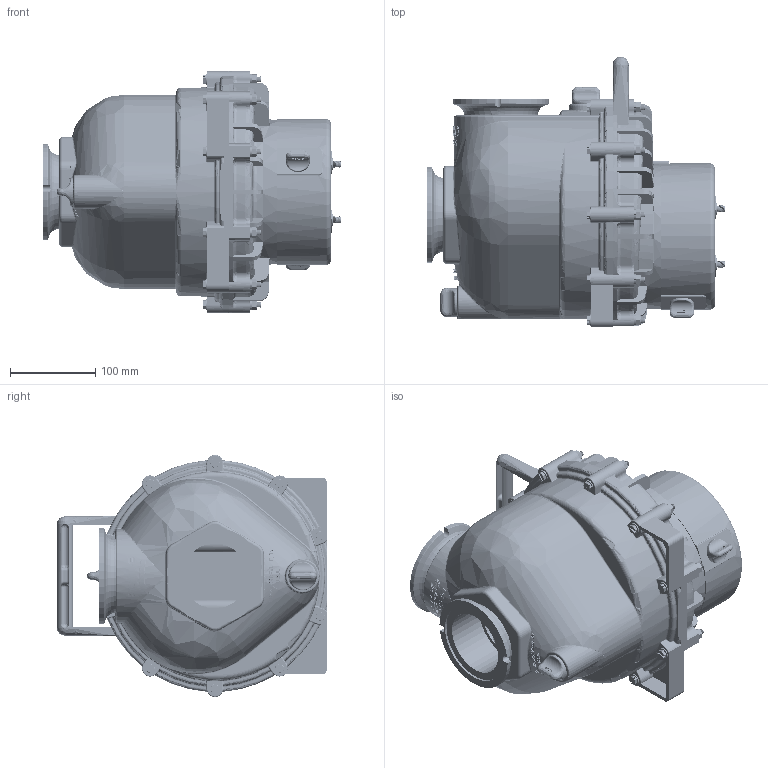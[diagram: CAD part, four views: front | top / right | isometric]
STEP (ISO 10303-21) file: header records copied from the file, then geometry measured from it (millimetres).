
FILE_DESCRIPTION(/* description */ ('3" POLY WET SEAL PUMP, 3/4" SHAFT, MANIFOLD'),/* implementation_level */ '2;1');
FILE_NAME(/* name */ 'M300POW6.stp',/* time_stamp */ '2023-08-30T08:43:05-04:00',/* author */ ('DMK'),/* organization */ (''),/* preprocessor_version */ 'ST-DEVELOPER v18.1',/* originating_system */ 'Autodesk Inventor 2022',/* authorisation */ '');
FILE_SCHEMA (('AUTOMOTIVE_DESIGN { 1 0 10303 214 3 1 1 }'));
Length unit declared in the file: inch
Products named in the file (39): M300POW6; 12707W; 12707WX; 12703AWV; 12202W; 12202WZ; 12202WY; 12202WX; M13712; M13712Y; M13712X; M18008P; 13777; 13778; 13702; 13719; 15035E; 13034; 12717; 12709; 12155; 12705; 12900; 12725; 12719A; 12754; 12720; V07018; V07019; 12775A; 12902A; 12766; 13771; 13772; 12901; CV10175; 12777; UV15163; A204
Assembly tree (84 placements, depth 5):
  M300POW6
    12707W
      12707WX
        12703AWV
    12202W
      12202WZ
        12202WY
          12202WX
    M13712
      M13712Y
        M13712X
        M18008P  x2
      13777  x2
      13778  x2
    13702
    13719
    15035E
    13034  x4
    12717  x4
    12709  x4
    12155
    12705
    12900
    12725  x2
    12719A
    12754
    12720  x10
    V07018  x10
    V07019  x10
    12775A
    12902A  x2
    12766
    13771
      13772
    12901  x4
    CV10175
    12777  x2
    UV15163  x2
    A204
Bounding box: 348.89 x 316.26 x 283.21 mm (x, y, z)
Volume: 4298034.5 mm3; surface area: 1380706.5 mm2
Topology: 95 solids, 96 shells, 8762 faces, 22164 edges, 13688 vertices
Faces by surface type: cylinder 2270, plane 2196, cone 1977, bspline 1400, torus 840, sphere 79
Full cylindrical faces by diameter (mm): 1.906 x1, 2.87 x2, 2.921 x2, 3.505 x14, 4.572 x1, 4.877 x8, 5.207 x2, 5.588 x7, 6.35 x430, 6.858 x20, 7.937 x1, 7.938 x4, 7.95 x4, 8.731 x5, 9.525 x2, 9.677 x4, 11.112 x2, 11.913 x8, 12.7 x2, 13.208 x10, 14.249 x4, 17.17 x1, 17.399 x1, 17.462 x1, 17.475 x4, 17.78 x2, 18.256 x2, 19.075 x1, 22.631 x2, 25.4 x1
Entity records: 254407 total; most frequent: CARTESIAN_POINT 129517, ORIENTED_EDGE 28278, DIRECTION 22439, EDGE_CURVE 14139, VERTEX_POINT 8981, AXIS2_PLACEMENT_3D 8615, EDGE_LOOP 5737, FACE_OUTER_BOUND 5427
